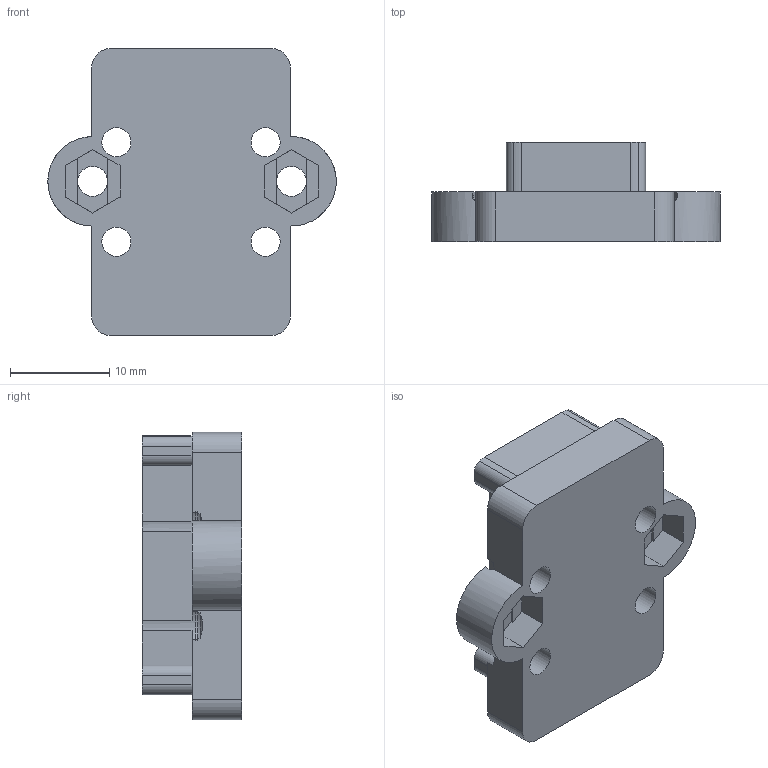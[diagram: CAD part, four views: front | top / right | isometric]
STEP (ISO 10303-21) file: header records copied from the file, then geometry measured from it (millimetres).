
FILE_DESCRIPTION(/* description */ ('STEP AP242','CAx-IF Rec.Pracs.---Representation and Presentation of Product Manufacturing Information (PMI)---4.0---2014-10-13','CAx-IF Rec.Pracs.---3D Tessellated Geometry---0.4---2014-09-14','2;1'),/* implementation_level */ '2;1');
FILE_NAME(/* name */ '62f90461441e8e7e8468e727',/* time_stamp */ '2022-08-14T14:19:14+00:00',/* author */ (''),/* organization */ (''),/* preprocessor_version */ 'ST-DEVELOPER v18.102',/* originating_system */ ' ',/* authorisation */ ' ');
FILE_SCHEMA (('AP242_MANAGED_MODEL_BASED_3D_ENGINEERING_MIM_LF { 1 0 10303 442 1 1 4 }'));
Length unit declared in the file: metre
Products named in the file (1): AdaptadorMGN9
Bounding box: 29 x 10 x 28.9 mm (x, y, z)
Volume: 4122.1 mm3; surface area: 2500.3 mm2
Topology: 1 solids, 1 shells, 148 faces, 432 edges, 286 vertices
Faces by surface type: plane 80, cylinder 32, bspline 28, cone 8
Full cylindrical faces by diameter (mm): 2.927 x4, 3 x2
Entity records: 4922 total; most frequent: CARTESIAN_POINT 1217, ORIENTED_EDGE 828, DIRECTION 652, EDGE_CURVE 414, VERTEX_POINT 278, LINE 262, VECTOR 262, AXIS2_PLACEMENT_3D 195
